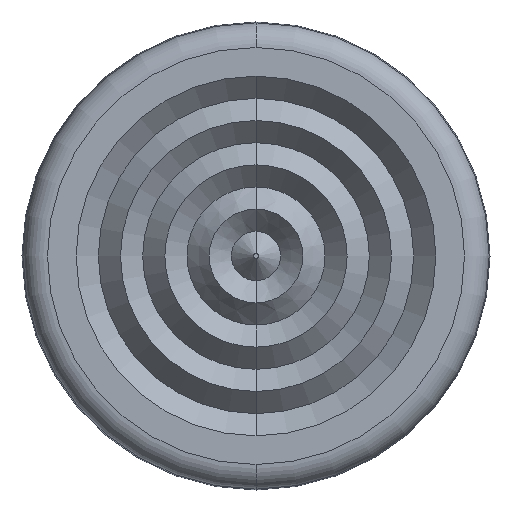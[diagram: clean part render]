
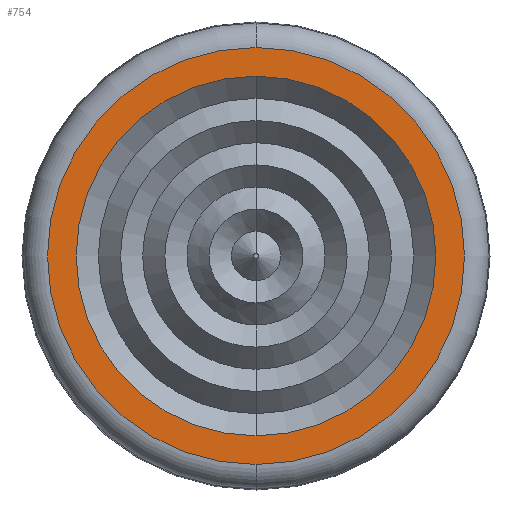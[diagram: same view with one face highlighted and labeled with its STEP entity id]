
A CAD part, front view. The second image highlights one B-rep face of the part: STEP entity #754.
In plain terms, the highlighted planar face has unit normal (0, -1, 0).
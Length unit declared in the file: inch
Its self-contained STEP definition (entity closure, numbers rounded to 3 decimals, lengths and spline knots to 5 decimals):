
#648 = CARTESIAN_POINT ( 'NONE',  ( 0., -0.03, -0.073 ) ) ;
#718 = CARTESIAN_POINT ( 'NONE',  ( 0., -0.03, 0. ) ) ;
#727 = DIRECTION ( 'NONE',  ( 0., 1., 0. ) ) ;
#731 = DIRECTION ( 'NONE',  ( 0., 0., 1. ) ) ;
#754 = ADVANCED_FACE ( 'NONE', ( #875, #833 ), #3639, .T. ) ;
#772 = CARTESIAN_POINT ( 'NONE',  ( 0., -0.03, 0. ) ) ;
#833 = FACE_BOUND ( 'NONE', #2035, .T. ) ;
#847 = AXIS2_PLACEMENT_3D ( 'NONE', #3711, #3742, #3610 ) ;
#860 = CIRCLE ( 'NONE', #2333, 0.08465 ) ;
#875 = FACE_OUTER_BOUND ( 'NONE', #2464, .T. ) ;
#1046 = VERTEX_POINT ( 'NONE', #648 ) ;
#1343 = CARTESIAN_POINT ( 'NONE',  ( 0., -0.03, 0.073 ) ) ;
#1393 = EDGE_CURVE ( 'NONE', #1599, #1046, #2281, .T. ) ;
#1599 = VERTEX_POINT ( 'NONE', #1343 ) ;
#1643 = CIRCLE ( 'NONE', #2142, 0.073 ) ;
#1694 = ORIENTED_EDGE ( 'NONE', *, *, #2370, .T. ) ;
#1832 = ORIENTED_EDGE ( 'NONE', *, *, #3236, .T. ) ;
#1921 = ORIENTED_EDGE ( 'NONE', *, *, #3217, .T. ) ;
#1990 = DIRECTION ( 'NONE',  ( 0., 0., 1. ) ) ;
#2035 = EDGE_LOOP ( 'NONE', ( #1921, #3266 ) ) ;
#2051 = DIRECTION ( 'NONE',  ( 0., 1., 0. ) ) ;
#2056 = CARTESIAN_POINT ( 'NONE',  ( 0., -0.03, 0. ) ) ;
#2142 = AXIS2_PLACEMENT_3D ( 'NONE', #2056, #2051, #1990 ) ;
#2186 = DIRECTION ( 'NONE',  ( 0., -1., 0. ) ) ;
#2281 = CIRCLE ( 'NONE', #2582, 0.073 ) ;
#2293 = VERTEX_POINT ( 'NONE', #2630 ) ;
#2333 = AXIS2_PLACEMENT_3D ( 'NONE', #772, #2485, #3354 ) ;
#2370 = EDGE_CURVE ( 'NONE', #3231, #2293, #3175, .T. ) ;
#2464 = EDGE_LOOP ( 'NONE', ( #1694, #1832 ) ) ;
#2485 = DIRECTION ( 'NONE',  ( 0., -1., 0. ) ) ;
#2559 = AXIS2_PLACEMENT_3D ( 'NONE', #2680, #2186, #2735 ) ;
#2582 = AXIS2_PLACEMENT_3D ( 'NONE', #718, #727, #731 ) ;
#2630 = CARTESIAN_POINT ( 'NONE',  ( 0., -0.03, 0.08465 ) ) ;
#2680 = CARTESIAN_POINT ( 'NONE',  ( 0., -0.03, 0. ) ) ;
#2735 = DIRECTION ( 'NONE',  ( 0., 0., -1. ) ) ;
#2823 = CARTESIAN_POINT ( 'NONE',  ( 0., -0.03, -0.08465 ) ) ;
#3175 = CIRCLE ( 'NONE', #2559, 0.08465 ) ;
#3217 = EDGE_CURVE ( 'NONE', #1046, #1599, #1643, .T. ) ;
#3231 = VERTEX_POINT ( 'NONE', #2823 ) ;
#3236 = EDGE_CURVE ( 'NONE', #2293, #3231, #860, .T. ) ;
#3266 = ORIENTED_EDGE ( 'NONE', *, *, #1393, .T. ) ;
#3354 = DIRECTION ( 'NONE',  ( 0., 0., -1. ) ) ;
#3610 = DIRECTION ( 'NONE',  ( 0., 0., -1. ) ) ;
#3639 = PLANE ( 'NONE',  #847 ) ;
#3711 = CARTESIAN_POINT ( 'NONE',  ( 0., -0.03, 0. ) ) ;
#3742 = DIRECTION ( 'NONE',  ( 0., -1., 0. ) ) ;
